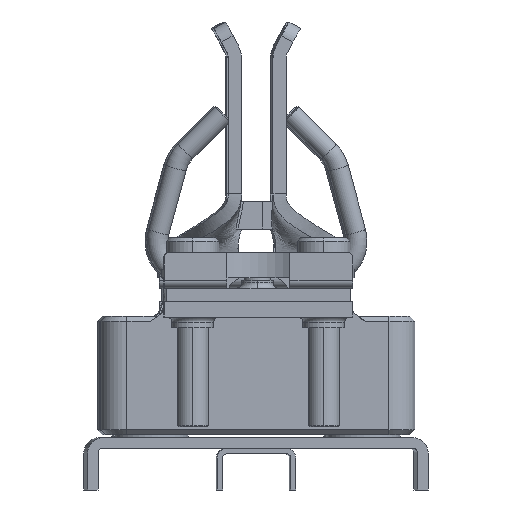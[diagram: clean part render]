
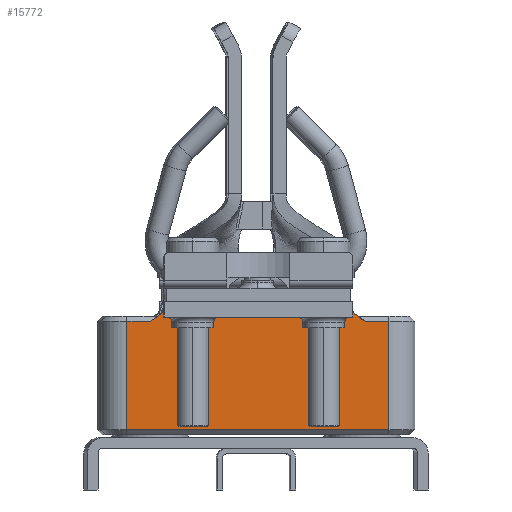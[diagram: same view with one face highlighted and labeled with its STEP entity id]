
A CAD part, front view. The second image highlights one B-rep face of the part: STEP entity #15772.
In plain terms, the highlighted face is planar.
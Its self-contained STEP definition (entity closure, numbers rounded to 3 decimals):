
#13492=DIRECTION('',(0.,-1.,0.));
#13493=VECTOR('',#13492,20.7);
#13494=CARTESIAN_POINT('',(-25.,22.2,25.));
#13495=LINE('',#13494,#13493);
#13521=DIRECTION('',(1.,0.,0.));
#13522=VECTOR('',#13521,50.);
#13523=CARTESIAN_POINT('',(-25.,1.5,25.));
#13524=LINE('',#13523,#13522);
#13528=DIRECTION('',(0.,-1.,0.));
#13529=VECTOR('',#13528,0.5);
#13530=CARTESIAN_POINT('',(-5.,26.,25.));
#13531=LINE('',#13530,#13529);
#13535=DIRECTION('',(1.,0.,0.));
#13536=VECTOR('',#13535,10.);
#13537=CARTESIAN_POINT('',(-5.,25.5,25.));
#13538=LINE('',#13537,#13536);
#13542=DIRECTION('',(1.,0.,0.));
#13543=VECTOR('',#13542,12.);
#13544=CARTESIAN_POINT('',(5.,26.,25.));
#13545=LINE('',#13544,#13543);
#13549=DIRECTION('',(0.819,-0.574,0.));
#13550=VECTOR('',#13549,0.819);
#13551=CARTESIAN_POINT('',(17.,26.,25.));
#13552=LINE('',#13551,#13550);
#13556=DIRECTION('',(0.342,-0.94,0.));
#13557=VECTOR('',#13556,1.98);
#13558=CARTESIAN_POINT('',(17.671,25.53,25.));
#13559=LINE('',#13558,#13557);
#13563=DIRECTION('',(0.819,-0.574,0.));
#13564=VECTOR('',#13563,2.563);
#13565=CARTESIAN_POINT('',(18.348,23.67,25.));
#13566=LINE('',#13565,#13564);
#13570=DIRECTION('',(0.819,0.574,0.));
#13571=VECTOR('',#13570,2.563);
#13572=CARTESIAN_POINT('',(-20.447,22.2,25.));
#13573=LINE('',#13572,#13571);
#13577=DIRECTION('',(0.342,0.94,0.));
#13578=VECTOR('',#13577,1.98);
#13579=CARTESIAN_POINT('',(-18.348,23.67,25.));
#13580=LINE('',#13579,#13578);
#13584=DIRECTION('',(0.819,0.574,0.));
#13585=VECTOR('',#13584,0.819);
#13586=CARTESIAN_POINT('',(-17.671,25.53,25.));
#13587=LINE('',#13586,#13585);
#13591=DIRECTION('',(1.,0.,0.));
#13592=VECTOR('',#13591,12.);
#13593=CARTESIAN_POINT('',(-17.,26.,25.));
#13594=LINE('',#13593,#13592);
#13682=DIRECTION('',(-1.,0.,0.));
#13683=VECTOR('',#13682,4.553);
#13684=CARTESIAN_POINT('',(-20.447,22.2,25.));
#13685=LINE('',#13684,#13683);
#13724=DIRECTION('',(-1.,0.,0.));
#13725=VECTOR('',#13724,4.553);
#13726=CARTESIAN_POINT('',(25.,22.2,25.));
#13727=LINE('',#13726,#13725);
#13760=DIRECTION('',(0.,1.,0.));
#13761=VECTOR('',#13760,20.7);
#13762=CARTESIAN_POINT('',(25.,1.5,25.));
#13763=LINE('',#13762,#13761);
#14538=DIRECTION('',(0.,-1.,0.));
#14539=VECTOR('',#14538,0.5);
#14540=CARTESIAN_POINT('',(5.,26.,25.));
#14541=LINE('',#14540,#14539);
#14820=CARTESIAN_POINT('',(-25.,22.2,25.));
#14821=VERTEX_POINT('',#14820);
#14823=CARTESIAN_POINT('',(-25.,1.5,25.));
#14825=VERTEX_POINT('',#14823);
#14830=CARTESIAN_POINT('',(25.,1.5,25.));
#14831=VERTEX_POINT('',#14830);
#14834=CARTESIAN_POINT('',(-5.,26.,25.));
#14835=CARTESIAN_POINT('',(-5.,25.5,25.));
#14836=VERTEX_POINT('',#14834);
#14837=VERTEX_POINT('',#14835);
#14838=CARTESIAN_POINT('',(5.,25.5,25.));
#14839=VERTEX_POINT('',#14838);
#14840=CARTESIAN_POINT('',(5.,26.,25.));
#14841=VERTEX_POINT('',#14840);
#14842=CARTESIAN_POINT('',(17.,26.,25.));
#14843=VERTEX_POINT('',#14842);
#14844=CARTESIAN_POINT('',(17.671,25.53,25.));
#14845=VERTEX_POINT('',#14844);
#14846=CARTESIAN_POINT('',(18.348,23.67,25.));
#14847=VERTEX_POINT('',#14846);
#14848=CARTESIAN_POINT('',(20.447,22.2,25.));
#14849=VERTEX_POINT('',#14848);
#14850=CARTESIAN_POINT('',(25.,22.2,25.));
#14851=VERTEX_POINT('',#14850);
#14852=CARTESIAN_POINT('',(-20.447,22.2,25.));
#14853=VERTEX_POINT('',#14852);
#14854=CARTESIAN_POINT('',(-18.348,23.67,25.));
#14855=VERTEX_POINT('',#14854);
#14856=CARTESIAN_POINT('',(-17.671,25.53,25.));
#14857=VERTEX_POINT('',#14856);
#14858=CARTESIAN_POINT('',(-17.,26.,25.));
#14859=VERTEX_POINT('',#14858);
#15735=CARTESIAN_POINT('',(-25.,0.,25.));
#15736=DIRECTION('',(0.,0.,1.));
#15737=DIRECTION('',(1.,0.,0.));
#15738=AXIS2_PLACEMENT_3D('',#15735,#15736,#15737);
#15739=PLANE('',#15738);
#15741=ORIENTED_EDGE('',*,*,#15740,.T.);
#15743=ORIENTED_EDGE('',*,*,#15742,.T.);
#15745=ORIENTED_EDGE('',*,*,#15744,.F.);
#15747=ORIENTED_EDGE('',*,*,#15746,.T.);
#15749=ORIENTED_EDGE('',*,*,#15748,.T.);
#15751=ORIENTED_EDGE('',*,*,#15750,.T.);
#15753=ORIENTED_EDGE('',*,*,#15752,.T.);
#15755=ORIENTED_EDGE('',*,*,#15754,.F.);
#15757=ORIENTED_EDGE('',*,*,#15756,.F.);
#15758=ORIENTED_EDGE('',*,*,#15718,.F.);
#15759=ORIENTED_EDGE('',*,*,#15679,.F.);
#15761=ORIENTED_EDGE('',*,*,#15760,.F.);
#15763=ORIENTED_EDGE('',*,*,#15762,.T.);
#15765=ORIENTED_EDGE('',*,*,#15764,.T.);
#15767=ORIENTED_EDGE('',*,*,#15766,.T.);
#15769=ORIENTED_EDGE('',*,*,#15768,.T.);
#15770=EDGE_LOOP('',(#15741,#15743,#15745,#15747,#15749,#15751,#15753,#15755,
#15757,#15758,#15759,#15761,#15763,#15765,#15767,#15769));
#15771=FACE_OUTER_BOUND('',#15770,.F.);
#15679=EDGE_CURVE('',#14821,#14825,#13495,.T.);
#15718=EDGE_CURVE('',#14825,#14831,#13524,.T.);
#15740=EDGE_CURVE('',#14836,#14837,#13531,.T.);
#15742=EDGE_CURVE('',#14837,#14839,#13538,.T.);
#15744=EDGE_CURVE('',#14841,#14839,#14541,.T.);
#15746=EDGE_CURVE('',#14841,#14843,#13545,.T.);
#15748=EDGE_CURVE('',#14843,#14845,#13552,.T.);
#15750=EDGE_CURVE('',#14845,#14847,#13559,.T.);
#15752=EDGE_CURVE('',#14847,#14849,#13566,.T.);
#15754=EDGE_CURVE('',#14851,#14849,#13727,.T.);
#15756=EDGE_CURVE('',#14831,#14851,#13763,.T.);
#15760=EDGE_CURVE('',#14853,#14821,#13685,.T.);
#15762=EDGE_CURVE('',#14853,#14855,#13573,.T.);
#15764=EDGE_CURVE('',#14855,#14857,#13580,.T.);
#15766=EDGE_CURVE('',#14857,#14859,#13587,.T.);
#15768=EDGE_CURVE('',#14859,#14836,#13594,.T.);
#15772=ADVANCED_FACE('',(#15771),#15739,.T.);
